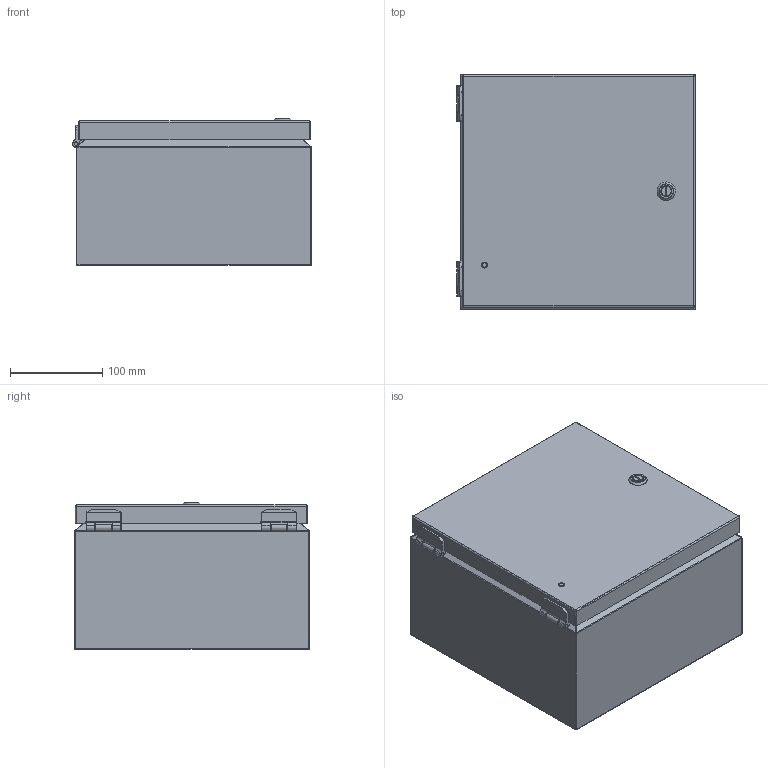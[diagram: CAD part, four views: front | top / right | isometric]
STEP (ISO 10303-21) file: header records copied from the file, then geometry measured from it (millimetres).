
FILE_DESCRIPTION (( 'STEP AP214' ), '1' );
FILE_NAME ('SCE-10106ELJ.STEP', '2023-03-21T11:05:15', ( '' ), ( '' ), 'SwSTEP 2.0', 'SolidWorks 2021', '' );
FILE_SCHEMA (( 'AUTOMOTIVE_DESIGN' ));
Length unit declared in the file: inch
Products named in the file (1): SCE-10106ELJ
Bounding box: 259.6 x 255.52 x 159.91 mm (x, y, z)
Volume: 612553.1 mm3; surface area: 758347.9 mm2
Topology: 34 solids, 36 shells, 1083 faces, 2572 edges, 1497 vertices
Faces by surface type: plane 394, cylinder 353, bspline 232, torus 56, cone 32, sphere 16
Full cylindrical faces by diameter (mm): 0.508 x2, 2.54 x2, 3.962 x2, 4.013 x2, 4.06 x4, 4.318 x4, 4.572 x2, 4.775 x6, 4.826 x5, 4.981 x1, 5.08 x1, 5.537 x2, 5.842 x2, 6.02 x2, 6.058 x1, 6.35 x8, 6.463 x1, 6.502 x2, 6.756 x2, 6.824 x1, 7.112 x4, 7.167 x1, 7.216 x4, 7.874 x1, 8.28 x1, 8.89 x1, 9.474 x4, 10.922 x1, 11.684 x1, 12.065 x1
Entity records: 46912 total; most frequent: CARTESIAN_POINT 24381, ORIENTED_EDGE 4618, DIRECTION 4135, EDGE_CURVE 2309, AXIS2_PLACEMENT_3D 1584, VERTEX_POINT 1458, EDGE_LOOP 1307, FACE_OUTER_BOUND 1184
